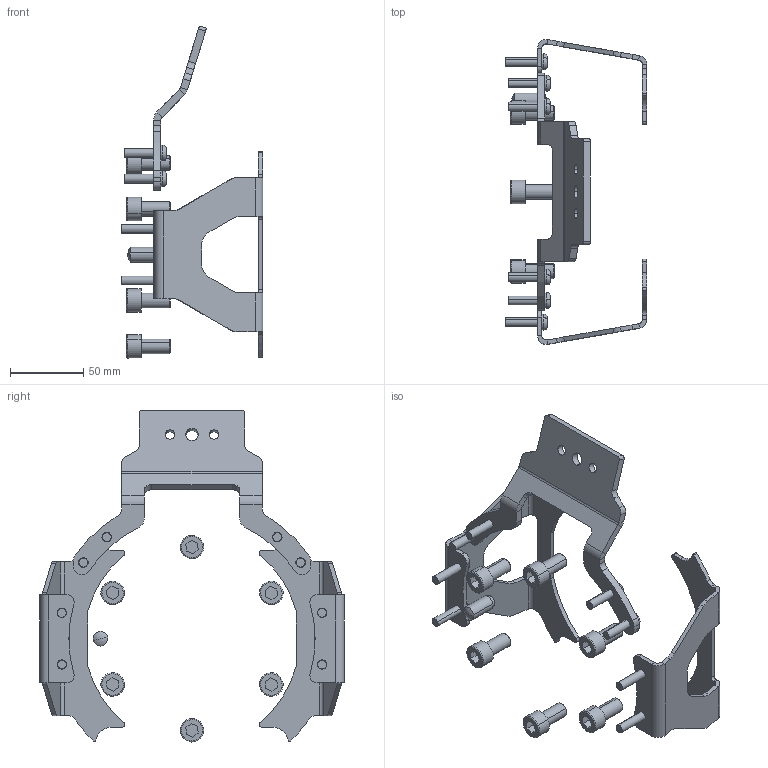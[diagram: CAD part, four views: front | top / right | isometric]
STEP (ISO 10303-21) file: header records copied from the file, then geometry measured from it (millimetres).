
FILE_DESCRIPTION (( 'STEP AP203' ), '1' );
FILE_NAME ('P5414.STEP', '2019-11-15T13:03:32', ( 'admin' ), ( '' ), 'SwSTEP 2.0', 'SolidWorks 2017', '' );
FILE_SCHEMA (( 'CONFIG_CONTROL_DESIGN' ));
Length unit declared in the file: millimetre
Products named in the file (1): P5414
Bounding box: 96.5 x 208.04 x 226.5 mm (x, y, z)
Volume: 111700.2 mm3; surface area: 70743.9 mm2
Topology: 18 solids, 18 shells, 418 faces, 966 edges, 600 vertices
Faces by surface type: plane 186, cylinder 170, torus 44, cone 14, sphere 4
Entity records: 11955 total; most frequent: DIRECTION 2250, CARTESIAN_POINT 1985, ORIENTED_EDGE 1932, EDGE_CURVE 966, AXIS2_PLACEMENT_3D 865, VERTEX_POINT 600, LINE 520, VECTOR 520
